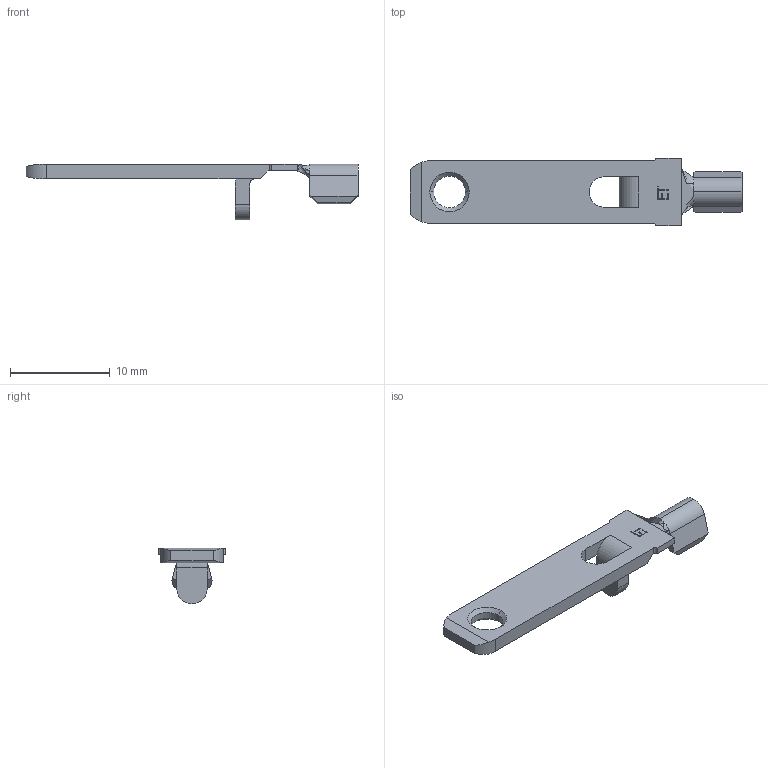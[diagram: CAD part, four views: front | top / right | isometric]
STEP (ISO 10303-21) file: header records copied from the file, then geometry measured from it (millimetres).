
FILE_DESCRIPTION (( 'STEP AP203' ), '1' );
FILE_NAME ('14347.STEP', '2015-02-23T19:45:31', ( '' ), ( '' ), 'SwSTEP 2.0', 'SolidWorks 2014', '' );
FILE_SCHEMA (( 'CONFIG_CONTROL_DESIGN' ));
Length unit declared in the file: inch
Products named in the file (1): 14347
Bounding box: 33.27 x 6.79 x 5.59 mm (x, y, z)
Volume: 251.8 mm3; surface area: 558.8 mm2
Topology: 1 solids, 1 shells, 144 faces, 366 edges, 226 vertices
Faces by surface type: plane 88, cylinder 32, cone 16, bspline 8
Entity records: 4593 total; most frequent: CARTESIAN_POINT 1077, ORIENTED_EDGE 732, DIRECTION 686, EDGE_CURVE 366, VECTOR 272, LINE 272, VERTEX_POINT 226, AXIS2_PLACEMENT_3D 207
